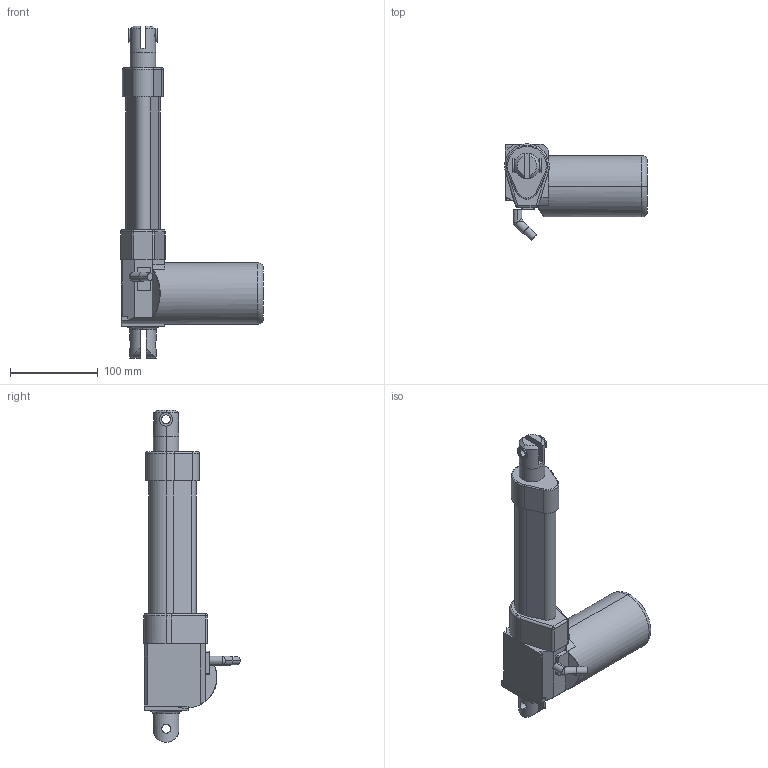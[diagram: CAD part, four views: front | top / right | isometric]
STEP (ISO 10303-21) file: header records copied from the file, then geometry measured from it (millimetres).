
FILE_DESCRIPTION (( 'STEP AP214' ), '1' );
FILE_NAME ('PA-04-6.STEP', '2017-07-13T22:55:34', ( '' ), ( '' ), 'SwSTEP 2.0', 'SolidWorks 2017', '' );
FILE_SCHEMA (( 'AUTOMOTIVE_DESIGN' ));
Length unit declared in the file: inch
Products named in the file (1): PA-04-6
Bounding box: 162.56 x 109.68 x 377.9 mm (x, y, z)
Volume: 1123912.5 mm3; surface area: 103950.1 mm2
Topology: 5 solids, 5 shells, 166 faces, 412 edges, 258 vertices
Faces by surface type: plane 73, cylinder 66, torus 15, cone 5, bspline 4, sphere 3
Entity records: 7696 total; most frequent: CARTESIAN_POINT 1536, DIRECTION 850, ORIENTED_EDGE 816, EDGE_CURVE 408, AXIS2_PLACEMENT_3D 326, VERTEX_POINT 258, LINE 198, VECTOR 198
